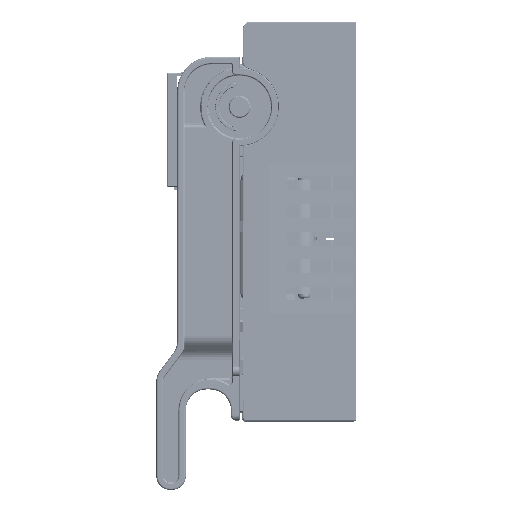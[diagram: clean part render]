
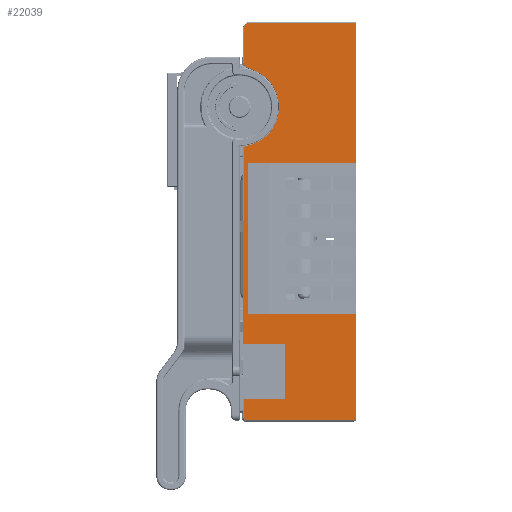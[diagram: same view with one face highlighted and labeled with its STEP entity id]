
A CAD part, left-side view. The second image highlights one B-rep face of the part: STEP entity #22039.
In plain terms, the highlighted planar face has unit normal (-1, 0, 0).
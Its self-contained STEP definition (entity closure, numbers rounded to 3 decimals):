
#82=DIRECTION('',(0.,0.,1.));
#83=VECTOR('',#82,52.);
#84=CARTESIAN_POINT('',(-92.,65.,-59.25));
#85=LINE('',#84,#83);
#98=DIRECTION('',(0.,0.,1.));
#99=VECTOR('',#98,6.5);
#100=CARTESIAN_POINT('',(-92.,65.,-71.75));
#101=LINE('',#100,#99);
#1676=DIRECTION('',(0.,-1.,0.));
#1677=VECTOR('',#1676,62.);
#1678=CARTESIAN_POINT('',(-92.,62.,32.25));
#1679=LINE('',#1678,#1677);
#2178=DIRECTION('',(0.,1.,0.));
#2179=VECTOR('',#2178,62.);
#2180=CARTESIAN_POINT('',(-92.,0.,-54.75));
#2181=LINE('',#2180,#2179);
#3038=DIRECTION('',(0.,-1.,0.));
#3039=VECTOR('',#3038,61.);
#3040=CARTESIAN_POINT('',(-92.,61.,113.45));
#3041=LINE('',#3040,#3039);
#3042=DIRECTION('',(0.,0.,-1.));
#3043=VECTOR('',#3042,81.2);
#3044=CARTESIAN_POINT('',(-92.,0.,113.45));
#3045=LINE('',#3044,#3043);
#3046=DIRECTION('',(0.,0.,-1.));
#3047=VECTOR('',#3046,87.);
#3048=CARTESIAN_POINT('',(-92.,62.,32.25));
#3049=LINE('',#3048,#3047);
#3050=DIRECTION('',(0.,0.,-1.));
#3051=VECTOR('',#3050,61.2);
#3052=CARTESIAN_POINT('',(-92.,0.,-54.75));
#3053=LINE('',#3052,#3051);
#3054=DIRECTION('',(0.,1.,0.));
#3055=VECTOR('',#3054,63.);
#3056=CARTESIAN_POINT('',(-92.,0.,-115.95));
#3057=LINE('',#3056,#3055);
#3058=CARTESIAN_POINT('',(-92.,63.,-114.25));
#3059=DIRECTION('',(1.,0.,0.));
#3060=DIRECTION('',(0.,0.,-1.));
#3061=AXIS2_PLACEMENT_3D('',#3058,#3059,#3060);
#3063=DIRECTION('',(0.,0.,1.));
#3064=VECTOR('',#3063,10.5);
#3065=CARTESIAN_POINT('',(-92.,64.7,-114.25));
#3066=LINE('',#3065,#3064);
#3067=DIRECTION('',(0.,-1.,0.));
#3068=VECTOR('',#3067,23.7);
#3069=CARTESIAN_POINT('',(-92.,64.7,-103.75));
#3070=LINE('',#3069,#3068);
#3071=DIRECTION('',(0.,0.,-1.));
#3072=VECTOR('',#3071,32.);
#3073=CARTESIAN_POINT('',(-92.,41.,-71.75));
#3074=LINE('',#3073,#3072);
#3075=DIRECTION('',(0.,-1.,0.));
#3076=VECTOR('',#3075,24.);
#3077=CARTESIAN_POINT('',(-92.,65.,-71.75));
#3078=LINE('',#3077,#3076);
#3079=DIRECTION('',(0.,0.,1.));
#3080=VECTOR('',#3079,6.);
#3081=CARTESIAN_POINT('',(-92.,65.,-65.25));
#3082=LINE('',#3081,#3080);
#3083=DIRECTION('',(0.,0.,1.));
#3084=VECTOR('',#3083,6.);
#3085=CARTESIAN_POINT('',(-92.,65.,-7.25));
#3086=LINE('',#3085,#3084);
#3087=DIRECTION('',(0.,1.,0.));
#3088=VECTOR('',#3087,0.3);
#3089=CARTESIAN_POINT('',(-92.,64.7,-1.25));
#3090=LINE('',#3089,#3088);
#3091=DIRECTION('',(0.,0.,1.));
#3092=VECTOR('',#3091,41.829);
#3093=CARTESIAN_POINT('',(-92.,64.7,-1.25));
#3094=LINE('',#3093,#3092);
#3095=CARTESIAN_POINT('',(-92.,63.,40.579));
#3096=DIRECTION('',(1.,0.,0.));
#3097=DIRECTION('',(0.,1.,0.));
#3098=AXIS2_PLACEMENT_3D('',#3095,#3096,#3097);
#3100=CARTESIAN_POINT('',(-92.,67.,64.75));
#3101=DIRECTION('',(-1.,0.,0.));
#3102=DIRECTION('',(0.,-0.163,-0.987));
#3103=AXIS2_PLACEMENT_3D('',#3100,#3101,#3102);
#3105=CARTESIAN_POINT('',(-92.,57.095,95.704));
#3106=DIRECTION('',(1.,0.,0.));
#3107=DIRECTION('',(0.,0.305,-0.952));
#3108=AXIS2_PLACEMENT_3D('',#3105,#3106,#3107);
#3110=DIRECTION('',(0.,0.918,0.397));
#3111=VECTOR('',#3110,1.659);
#3112=CARTESIAN_POINT('',(-92.,60.947,86.802));
#3113=LINE('',#3112,#3111);
#3114=CARTESIAN_POINT('',(-92.,61.,90.856));
#3115=DIRECTION('',(1.,0.,0.));
#3116=DIRECTION('',(0.,0.397,-0.918));
#3117=AXIS2_PLACEMENT_3D('',#3114,#3115,#3116);
#3119=DIRECTION('',(0.,0.,1.));
#3120=VECTOR('',#3119,18.894);
#3121=CARTESIAN_POINT('',(-92.,64.7,90.856));
#3122=LINE('',#3121,#3120);
#3123=CARTESIAN_POINT('',(-92.,61.,109.75));
#3124=DIRECTION('',(1.,0.,0.));
#3125=DIRECTION('',(0.,1.,0.));
#3126=AXIS2_PLACEMENT_3D('',#3123,#3124,#3125);
#14760=CARTESIAN_POINT('',(-92.,65.,-71.75));
#14761=VERTEX_POINT('',#14760);
#14762=CARTESIAN_POINT('',(-92.,41.,-71.75));
#14763=VERTEX_POINT('',#14762);
#14764=CARTESIAN_POINT('',(-92.,41.,-103.75));
#14765=VERTEX_POINT('',#14764);
#14983=CARTESIAN_POINT('',(-92.,65.,-59.25));
#14985=VERTEX_POINT('',#14983);
#14986=CARTESIAN_POINT('',(-92.,65.,-65.25));
#14987=VERTEX_POINT('',#14986);
#14990=CARTESIAN_POINT('',(-92.,65.,-7.25));
#14992=VERTEX_POINT('',#14990);
#15334=CARTESIAN_POINT('',(-92.,62.,32.25));
#15335=CARTESIAN_POINT('',(-92.,62.,-54.75));
#15336=VERTEX_POINT('',#15334);
#15337=VERTEX_POINT('',#15335);
#15558=CARTESIAN_POINT('',(-92.,0.,32.25));
#15559=VERTEX_POINT('',#15558);
#15560=CARTESIAN_POINT('',(-92.,0.,-54.75));
#15561=VERTEX_POINT('',#15560);
#16474=CARTESIAN_POINT('',(-92.,64.7,-114.25));
#16475=CARTESIAN_POINT('',(-92.,64.7,-103.75));
#16476=VERTEX_POINT('',#16474);
#16477=VERTEX_POINT('',#16475);
#16490=CARTESIAN_POINT('',(-92.,63.,-115.95));
#16491=VERTEX_POINT('',#16490);
#16492=CARTESIAN_POINT('',(-92.,0.,-115.95));
#16494=VERTEX_POINT('',#16492);
#17962=CARTESIAN_POINT('',(-92.,0.,113.45));
#17964=VERTEX_POINT('',#17962);
#17965=CARTESIAN_POINT('',(-92.,61.,113.45));
#17966=VERTEX_POINT('',#17965);
#17971=CARTESIAN_POINT('',(-92.,64.7,109.75));
#17972=VERTEX_POINT('',#17971);
#17975=CARTESIAN_POINT('',(-92.,64.7,90.856));
#17976=VERTEX_POINT('',#17975);
#17979=CARTESIAN_POINT('',(-92.,62.47,87.46));
#17980=VERTEX_POINT('',#17979);
#17983=CARTESIAN_POINT('',(-92.,60.947,86.802));
#17984=VERTEX_POINT('',#17983);
#17987=CARTESIAN_POINT('',(-92.,60.051,86.465));
#17988=VERTEX_POINT('',#17987);
#17991=CARTESIAN_POINT('',(-92.,63.278,42.256));
#17992=VERTEX_POINT('',#17991);
#17995=CARTESIAN_POINT('',(-92.,64.7,40.579));
#17996=VERTEX_POINT('',#17995);
#17999=CARTESIAN_POINT('',(-92.,64.7,-1.25));
#18000=VERTEX_POINT('',#17999);
#18001=CARTESIAN_POINT('',(-92.,65.,-1.25));
#18002=VERTEX_POINT('',#18001);
#21989=CARTESIAN_POINT('',(-92.,0.,-113.75));
#21990=DIRECTION('',(-1.,0.,0.));
#21991=DIRECTION('',(0.,0.,1.));
#21992=AXIS2_PLACEMENT_3D('',#21989,#21990,#21991);
#21993=PLANE('',#21992);
#21994=ORIENTED_EDGE('',*,*,#21981,.T.);
#21995=ORIENTED_EDGE('',*,*,#19556,.T.);
#21996=ORIENTED_EDGE('',*,*,#20220,.F.);
#21998=ORIENTED_EDGE('',*,*,#21997,.T.);
#21999=ORIENTED_EDGE('',*,*,#20702,.F.);
#22000=ORIENTED_EDGE('',*,*,#19634,.T.);
#22002=ORIENTED_EDGE('',*,*,#22001,.T.);
#22004=ORIENTED_EDGE('',*,*,#22003,.T.);
#22006=ORIENTED_EDGE('',*,*,#22005,.T.);
#22008=ORIENTED_EDGE('',*,*,#22007,.T.);
#22010=ORIENTED_EDGE('',*,*,#22009,.F.);
#22012=ORIENTED_EDGE('',*,*,#22011,.F.);
#22013=ORIENTED_EDGE('',*,*,#18886,.T.);
#22015=ORIENTED_EDGE('',*,*,#22014,.T.);
#22016=ORIENTED_EDGE('',*,*,#18878,.T.);
#22018=ORIENTED_EDGE('',*,*,#22017,.T.);
#22020=ORIENTED_EDGE('',*,*,#22019,.F.);
#22022=ORIENTED_EDGE('',*,*,#22021,.T.);
#22024=ORIENTED_EDGE('',*,*,#22023,.T.);
#22026=ORIENTED_EDGE('',*,*,#22025,.T.);
#22028=ORIENTED_EDGE('',*,*,#22027,.T.);
#22030=ORIENTED_EDGE('',*,*,#22029,.T.);
#22032=ORIENTED_EDGE('',*,*,#22031,.T.);
#22034=ORIENTED_EDGE('',*,*,#22033,.T.);
#22036=ORIENTED_EDGE('',*,*,#22035,.T.);
#22037=EDGE_LOOP('',(#21994,#21995,#21996,#21998,#21999,#22000,#22002,#22004,
#22006,#22008,#22010,#22012,#22013,#22015,#22016,#22018,#22020,#22022,#22024,
#22026,#22028,#22030,#22032,#22034,#22036));
#22038=FACE_OUTER_BOUND('',#22037,.F.);
#22039=ADVANCED_FACE('',(#22038),#21993,.T.);
#3062=CIRCLE('',#3061,1.7);
#3099=CIRCLE('',#3098,1.7);
#3104=CIRCLE('',#3103,22.8);
#3109=CIRCLE('',#3108,9.7);
#3118=CIRCLE('',#3117,3.7);
#3127=CIRCLE('',#3126,3.7);
#18878=EDGE_CURVE('',#14985,#14992,#85,.T.);
#18886=EDGE_CURVE('',#14761,#14987,#101,.T.);
#19556=EDGE_CURVE('',#17964,#15559,#3045,.T.);
#19634=EDGE_CURVE('',#15561,#16494,#3053,.T.);
#20220=EDGE_CURVE('',#15336,#15559,#1679,.T.);
#20702=EDGE_CURVE('',#15561,#15337,#2181,.T.);
#21981=EDGE_CURVE('',#17966,#17964,#3041,.T.);
#21997=EDGE_CURVE('',#15336,#15337,#3049,.T.);
#22001=EDGE_CURVE('',#16494,#16491,#3057,.T.);
#22003=EDGE_CURVE('',#16491,#16476,#3062,.T.);
#22005=EDGE_CURVE('',#16476,#16477,#3066,.T.);
#22007=EDGE_CURVE('',#16477,#14765,#3070,.T.);
#22009=EDGE_CURVE('',#14763,#14765,#3074,.T.);
#22011=EDGE_CURVE('',#14761,#14763,#3078,.T.);
#22014=EDGE_CURVE('',#14987,#14985,#3082,.T.);
#22017=EDGE_CURVE('',#14992,#18002,#3086,.T.);
#22019=EDGE_CURVE('',#18000,#18002,#3090,.T.);
#22021=EDGE_CURVE('',#18000,#17996,#3094,.T.);
#22023=EDGE_CURVE('',#17996,#17992,#3099,.T.);
#22025=EDGE_CURVE('',#17992,#17988,#3104,.T.);
#22027=EDGE_CURVE('',#17988,#17984,#3109,.T.);
#22029=EDGE_CURVE('',#17984,#17980,#3113,.T.);
#22031=EDGE_CURVE('',#17980,#17976,#3118,.T.);
#22033=EDGE_CURVE('',#17976,#17972,#3122,.T.);
#22035=EDGE_CURVE('',#17972,#17966,#3127,.T.);
